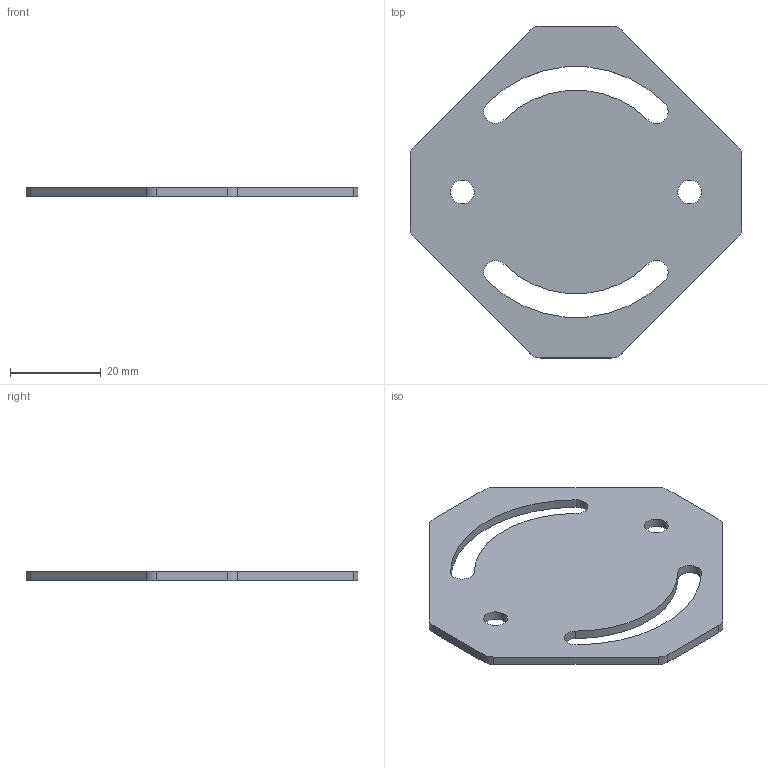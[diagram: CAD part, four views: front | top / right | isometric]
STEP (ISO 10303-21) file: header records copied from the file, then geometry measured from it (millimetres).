
FILE_DESCRIPTION (( 'STEP AP214' ), '1' );
FILE_NAME ('F48 X-ñîåäèíèòåëü ïîâîðîòíûé 75õ75, ïàç 6.STEP', '2020-09-30T09:07:44', ( 'Windows User' ), ( '' ), 'SwSTEP 2.0', 'SolidWorks 2020', '' );
FILE_SCHEMA (( 'AUTOMOTIVE_DESIGN' ));
Length unit declared in the file: millimetre
Products named in the file (1): F48 X-ñîåäèíèòåëü ïîâîðîòíûé 75õ75, ïàç 6
Bounding box: 73 x 73 x 2 mm (x, y, z)
Volume: 6676.1 mm3; surface area: 7574.7 mm2
Topology: 1 solids, 1 shells, 32 faces, 90 edges, 60 vertices
Faces by surface type: cylinder 22, plane 10
Entity records: 1108 total; most frequent: DIRECTION 200, CARTESIAN_POINT 183, ORIENTED_EDGE 180, EDGE_CURVE 90, AXIS2_PLACEMENT_3D 77, VERTEX_POINT 60, VECTOR 46, LINE 46
